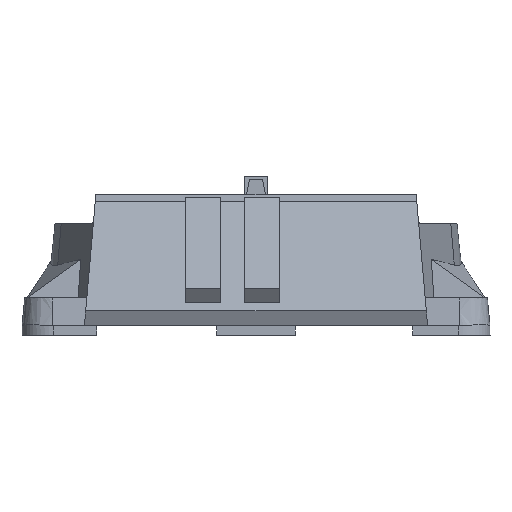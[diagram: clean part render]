
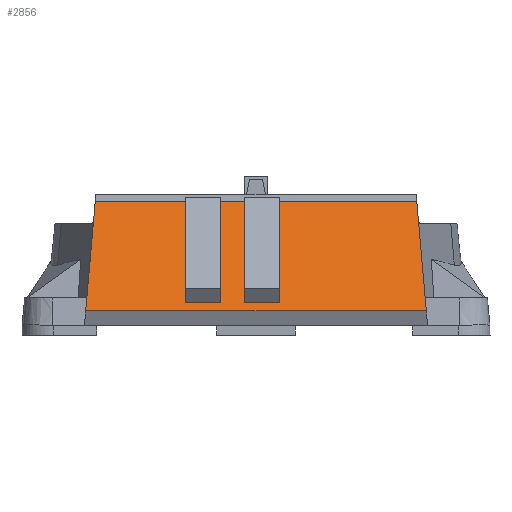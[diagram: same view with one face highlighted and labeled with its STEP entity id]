
A CAD part, left-side view. The second image highlights one B-rep face of the part: STEP entity #2856.
In plain terms, the highlighted planar face has unit normal (-0.94, 0, 0.342).
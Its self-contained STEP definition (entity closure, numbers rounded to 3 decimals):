
#41 = ORIENTED_EDGE ( 'NONE', *, *, #3412, .T. ) ;
#169 = VERTEX_POINT ( 'NONE', #867 ) ;
#179 = VECTOR ( 'NONE', #952, 1000. ) ;
#184 = DIRECTION ( 'NONE',  ( 0.342, 0., 0.94 ) ) ;
#192 = DIRECTION ( 'NONE',  ( 0., -1., 0. ) ) ;
#215 = VERTEX_POINT ( 'NONE', #3290 ) ;
#290 = CARTESIAN_POINT ( 'NONE',  ( -380.079, 206.086, 171.035 ) ) ;
#293 = LINE ( 'NONE', #3357, #179 ) ;
#458 = LINE ( 'NONE', #828, #3904 ) ;
#470 = VECTOR ( 'NONE', #961, 1000. ) ;
#543 = ORIENTED_EDGE ( 'NONE', *, *, #1179, .F. ) ;
#597 = DIRECTION ( 'NONE',  ( -0.342, 0., -0.94 ) ) ;
#603 = PLANE ( 'NONE',  #2528 ) ;
#633 = CARTESIAN_POINT ( 'NONE',  ( -380.079, -206.086, 171.035 ) ) ;
#696 = DIRECTION ( 'NONE',  ( 0., -1., 0. ) ) ;
#828 = CARTESIAN_POINT ( 'NONE',  ( -384.108, 90., 159.964 ) ) ;
#836 = LINE ( 'NONE', #633, #2560 ) ;
#849 = FACE_OUTER_BOUND ( 'NONE', #3945, .T. ) ;
#867 = CARTESIAN_POINT ( 'NONE',  ( -426.861, 15., 42.502 ) ) ;
#897 = VECTOR ( 'NONE', #597, 1000. ) ;
#952 = DIRECTION ( 'NONE',  ( 0., 1., 0. ) ) ;
#961 = DIRECTION ( 'NONE',  ( 0., 1., 0. ) ) ;
#1009 = LINE ( 'NONE', #3686, #897 ) ;
#1115 = CARTESIAN_POINT ( 'NONE',  ( -430.965, 218.318, 31.226 ) ) ;
#1179 = EDGE_CURVE ( 'NONE', #3027, #2887, #3491, .T. ) ;
#1192 = DIRECTION ( 'NONE',  ( 0., -1., 0. ) ) ;
#1403 = LINE ( 'NONE', #4397, #470 ) ;
#1479 = CARTESIAN_POINT ( 'NONE',  ( -430.965, 218.318, 31.226 ) ) ;
#1493 = EDGE_CURVE ( 'NONE', #2887, #3896, #1403, .T. ) ;
#1569 = ORIENTED_EDGE ( 'NONE', *, *, #2786, .T. ) ;
#1585 = CARTESIAN_POINT ( 'NONE',  ( -384.108, 45., 159.964 ) ) ;
#1663 = CARTESIAN_POINT ( 'NONE',  ( -380.079, -218.318, 171.035 ) ) ;
#1773 = FACE_BOUND ( 'NONE', #4385, .T. ) ;
#1799 = ORIENTED_EDGE ( 'NONE', *, *, #4456, .F. ) ;
#1806 = EDGE_CURVE ( 'NONE', #3896, #169, #1009, .T. ) ;
#1836 = DIRECTION ( 'NONE',  ( 0.341, -0.082, 0.937 ) ) ;
#1876 = LINE ( 'NONE', #4378, #2670 ) ;
#1895 = DIRECTION ( 'NONE',  ( 0., 1., 0. ) ) ;
#1923 = VERTEX_POINT ( 'NONE', #290 ) ;
#1929 = CARTESIAN_POINT ( 'NONE',  ( -430.965, -218.318, 31.226 ) ) ;
#1946 = VERTEX_POINT ( 'NONE', #4442 ) ;
#1984 = VECTOR ( 'NONE', #192, 1000. ) ;
#1999 = VERTEX_POINT ( 'NONE', #3456 ) ;
#2085 = ORIENTED_EDGE ( 'NONE', *, *, #1493, .F. ) ;
#2325 = DIRECTION ( 'NONE',  ( -0.342, 0., -0.94 ) ) ;
#2332 = VERTEX_POINT ( 'NONE', #3712 ) ;
#2340 = DIRECTION ( 'NONE',  ( -0.342, 0., -0.94 ) ) ;
#2341 = LINE ( 'NONE', #2902, #4061 ) ;
#2360 = VECTOR ( 'NONE', #696, 1000. ) ;
#2370 = DIRECTION ( 'NONE',  ( -0.341, -0.082, -0.937 ) ) ;
#2406 = CARTESIAN_POINT ( 'NONE',  ( -384.108, 90., 159.964 ) ) ;
#2442 = VERTEX_POINT ( 'NONE', #2406 ) ;
#2459 = CARTESIAN_POINT ( 'NONE',  ( -426.861, -30., 42.502 ) ) ;
#2469 = EDGE_CURVE ( 'NONE', #169, #3027, #4081, .T. ) ;
#2528 = AXIS2_PLACEMENT_3D ( 'NONE', #1663, #4410, #2340 ) ;
#2553 = VERTEX_POINT ( 'NONE', #1115 ) ;
#2560 = VECTOR ( 'NONE', #2370, 1000. ) ;
#2579 = VECTOR ( 'NONE', #4228, 1000. ) ;
#2597 = VERTEX_POINT ( 'NONE', #3514 ) ;
#2670 = VECTOR ( 'NONE', #2325, 1000. ) ;
#2754 = EDGE_LOOP ( 'NONE', ( #4103, #2939, #2085, #543 ) ) ;
#2786 = EDGE_CURVE ( 'NONE', #2553, #1999, #2904, .T. ) ;
#2817 = CARTESIAN_POINT ( 'NONE',  ( -384.108, 15., 159.964 ) ) ;
#2856 = ADVANCED_FACE ( 'NONE', ( #1773, #849, #3591 ), #603, .F. ) ;
#2887 = VERTEX_POINT ( 'NONE', #3435 ) ;
#2902 = CARTESIAN_POINT ( 'NONE',  ( -426.861, 45., 42.502 ) ) ;
#2904 = LINE ( 'NONE', #1929, #1984 ) ;
#2939 = ORIENTED_EDGE ( 'NONE', *, *, #1806, .F. ) ;
#3027 = VERTEX_POINT ( 'NONE', #2459 ) ;
#3045 = ORIENTED_EDGE ( 'NONE', *, *, #3106, .F. ) ;
#3106 = EDGE_CURVE ( 'NONE', #2553, #1923, #3536, .T. ) ;
#3116 = CARTESIAN_POINT ( 'NONE',  ( -426.861, -30., 42.502 ) ) ;
#3202 = VECTOR ( 'NONE', #184, 1000. ) ;
#3290 = CARTESIAN_POINT ( 'NONE',  ( -426.861, 90., 42.502 ) ) ;
#3295 = ORIENTED_EDGE ( 'NONE', *, *, #4046, .F. ) ;
#3322 = VECTOR ( 'NONE', #1836, 1000. ) ;
#3357 = CARTESIAN_POINT ( 'NONE',  ( -380.079, 205.302, 171.035 ) ) ;
#3412 = EDGE_CURVE ( 'NONE', #2332, #1923, #293, .T. ) ;
#3435 = CARTESIAN_POINT ( 'NONE',  ( -384.108, -30., 159.964 ) ) ;
#3456 = CARTESIAN_POINT ( 'NONE',  ( -430.965, -218.318, 31.226 ) ) ;
#3491 = LINE ( 'NONE', #3871, #2579 ) ;
#3514 = CARTESIAN_POINT ( 'NONE',  ( -426.861, 45., 42.502 ) ) ;
#3532 = ORIENTED_EDGE ( 'NONE', *, *, #3731, .F. ) ;
#3536 = LINE ( 'NONE', #1479, #3322 ) ;
#3591 = FACE_BOUND ( 'NONE', #2754, .T. ) ;
#3686 = CARTESIAN_POINT ( 'NONE',  ( -426.861, 15., 42.502 ) ) ;
#3712 = CARTESIAN_POINT ( 'NONE',  ( -380.079, -206.086, 171.035 ) ) ;
#3731 = EDGE_CURVE ( 'NONE', #2332, #1999, #836, .T. ) ;
#3740 = ORIENTED_EDGE ( 'NONE', *, *, #4306, .F. ) ;
#3844 = ORIENTED_EDGE ( 'NONE', *, *, #4364, .F. ) ;
#3871 = CARTESIAN_POINT ( 'NONE',  ( -384.108, -30., 159.964 ) ) ;
#3896 = VERTEX_POINT ( 'NONE', #2817 ) ;
#3904 = VECTOR ( 'NONE', #1895, 1000. ) ;
#3945 = EDGE_LOOP ( 'NONE', ( #3532, #41, #3045, #1569 ) ) ;
#4046 = EDGE_CURVE ( 'NONE', #2597, #1946, #4118, .T. ) ;
#4061 = VECTOR ( 'NONE', #1192, 1000. ) ;
#4081 = LINE ( 'NONE', #3116, #2360 ) ;
#4103 = ORIENTED_EDGE ( 'NONE', *, *, #2469, .F. ) ;
#4118 = LINE ( 'NONE', #1585, #3202 ) ;
#4228 = DIRECTION ( 'NONE',  ( 0.342, 0., 0.94 ) ) ;
#4306 = EDGE_CURVE ( 'NONE', #215, #2597, #2341, .T. ) ;
#4364 = EDGE_CURVE ( 'NONE', #1946, #2442, #458, .T. ) ;
#4378 = CARTESIAN_POINT ( 'NONE',  ( -426.861, 90., 42.502 ) ) ;
#4385 = EDGE_LOOP ( 'NONE', ( #3740, #1799, #3844, #3295 ) ) ;
#4397 = CARTESIAN_POINT ( 'NONE',  ( -384.108, 15., 159.964 ) ) ;
#4410 = DIRECTION ( 'NONE',  ( 0.94, 0., -0.342 ) ) ;
#4442 = CARTESIAN_POINT ( 'NONE',  ( -384.108, 45., 159.964 ) ) ;
#4456 = EDGE_CURVE ( 'NONE', #2442, #215, #1876, .T. ) ;
